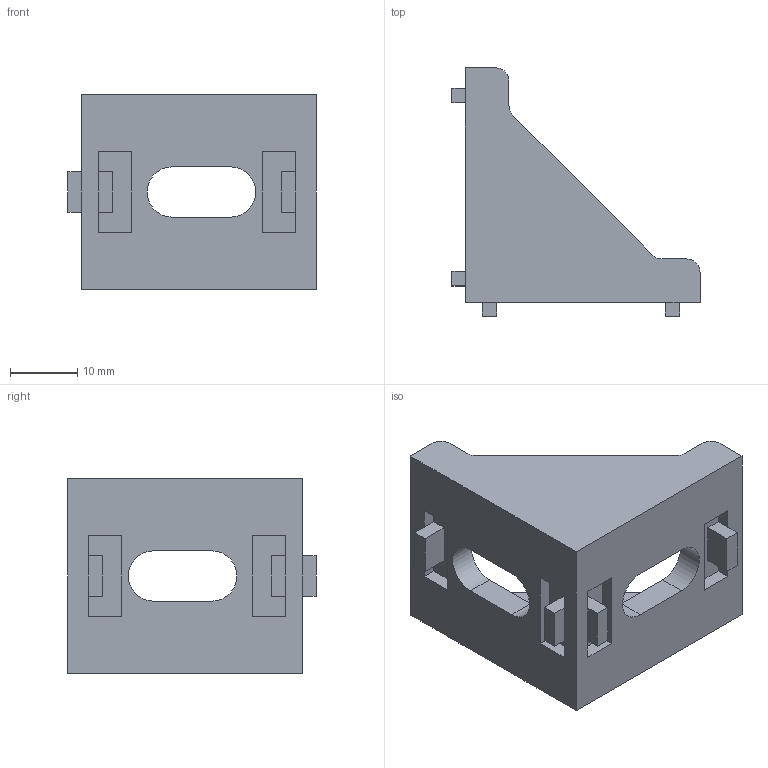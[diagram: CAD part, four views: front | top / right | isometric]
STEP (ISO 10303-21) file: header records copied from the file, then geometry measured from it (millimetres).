
FILE_DESCRIPTION(/* description */ ('','CAx-IF Rec.Pracs.---Representation and Presentation of Product Manufacturing Information (PMI)---3.8---2014-02-18'),/* implementation_level */ '2;1');
FILE_NAME(/* name */ '3030 corner bracket.stp',/* time_stamp */ '2018-02-10T08:40:49+01:00',/* author */ ('Peca'),/* organization */ (''),/* preprocessor_version */ 'ST-DEVELOPER v16.13',/* originating_system */ 'Autodesk Inventor 2018',/* authorisation */ '');
FILE_SCHEMA (('AP242_MANAGED_MODEL_BASED_3D_ENGINEERING_MIM_LF { 1 0 10303 442 1 1 4 }'));
Length unit declared in the file: millimetre
Products named in the file (1): Vezni ugaonik za 3030 Al prolfile
Bounding box: 37 x 37 x 29 mm (x, y, z)
Volume: 9625.4 mm3; surface area: 6355 mm2
Topology: 1 solids, 1 shells, 76 faces, 202 edges, 132 vertices
Faces by surface type: plane 64, cylinder 12
Entity records: 2494 total; most frequent: CARTESIAN_POINT 436, DIRECTION 414, ORIENTED_EDGE 404, EDGE_CURVE 202, LINE 178, VECTOR 178, VERTEX_POINT 132, AXIS2_PLACEMENT_3D 122
